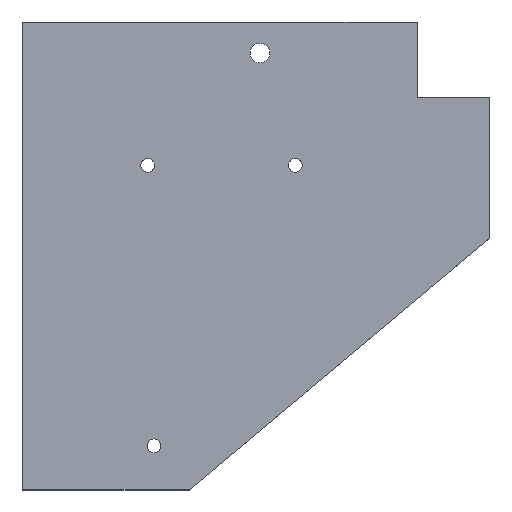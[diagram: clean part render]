
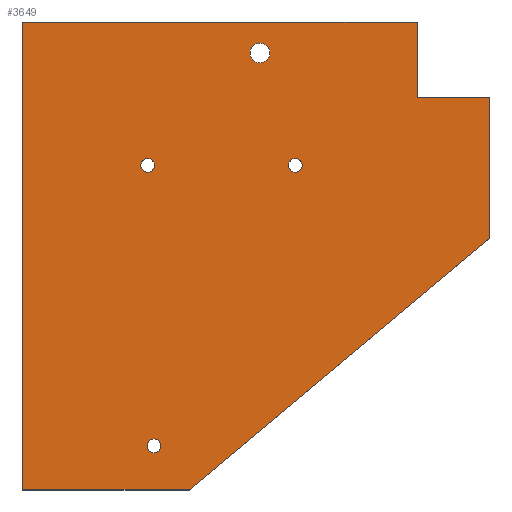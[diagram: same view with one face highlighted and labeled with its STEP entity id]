
A CAD part, top view. The second image highlights one B-rep face of the part: STEP entity #3649.
In plain terms, the highlighted planar face has unit normal (0, 0, 1).
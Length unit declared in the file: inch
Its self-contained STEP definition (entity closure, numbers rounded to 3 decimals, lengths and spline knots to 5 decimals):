
#30 = DIRECTION ( 'NONE',  ( 1., 0., 0. ) ) ;
#33 = EDGE_CURVE ( 'NONE', #824, #1294, #764, .T. ) ;
#39 = DIRECTION ( 'NONE',  ( 0., -1., 0. ) ) ;
#99 = VERTEX_POINT ( 'NONE', #3621 ) ;
#133 = AXIS2_PLACEMENT_3D ( 'NONE', #2302, #3042, #444 ) ;
#183 = VERTEX_POINT ( 'NONE', #1546 ) ;
#199 = VECTOR ( 'NONE', #3773, 39.37008 ) ;
#234 = EDGE_CURVE ( 'NONE', #3378, #372, #1798, .T. ) ;
#247 = VECTOR ( 'NONE', #992, 39.37008 ) ;
#340 = LINE ( 'NONE', #1222, #247 ) ;
#343 = AXIS2_PLACEMENT_3D ( 'NONE', #2884, #3791, #4175 ) ;
#372 = VERTEX_POINT ( 'NONE', #1925 ) ;
#381 = PLANE ( 'NONE',  #3633 ) ;
#440 = CARTESIAN_POINT ( 'NONE',  ( 1.40325, -5.0625, -0.5 ) ) ;
#444 = DIRECTION ( 'NONE',  ( -1., 0., 0. ) ) ;
#486 = DIRECTION ( 'NONE',  ( 0., 0., -1. ) ) ;
#487 = DIRECTION ( 'NONE',  ( 0., -1., 0. ) ) ;
#514 = VECTOR ( 'NONE', #39, 39.37008 ) ;
#554 = CARTESIAN_POINT ( 'NONE',  ( 5.225, -0.125, -0.5 ) ) ;
#599 = CARTESIAN_POINT ( 'NONE',  ( 3., 0.4995, -0.5 ) ) ;
#751 = ORIENTED_EDGE ( 'NONE', *, *, #3810, .T. ) ;
#760 = DIRECTION ( 'NONE',  ( 0., 0., -1. ) ) ;
#764 = CIRCLE ( 'NONE', #3734, 0.09675 ) ;
#806 = CIRCLE ( 'NONE', #133, 0.09675 ) ;
#807 = EDGE_CURVE ( 'NONE', #1288, #183, #340, .T. ) ;
#824 = VERTEX_POINT ( 'NONE', #1285 ) ;
#828 = EDGE_CURVE ( 'NONE', #183, #2162, #3818, .T. ) ;
#846 = CIRCLE ( 'NONE', #3748, 0.1406 ) ;
#854 = CIRCLE ( 'NONE', #1388, 0.09675 ) ;
#870 = VERTEX_POINT ( 'NONE', #1260 ) ;
#878 = CARTESIAN_POINT ( 'NONE',  ( 6.25, -2.125, -0.5 ) ) ;
#934 = DIRECTION ( 'NONE',  ( 0., 0., -1. ) ) ;
#988 = CARTESIAN_POINT ( 'NONE',  ( 6.25, -0.125, -0.5 ) ) ;
#992 = DIRECTION ( 'NONE',  ( 0., 1., 0. ) ) ;
#1038 = CARTESIAN_POINT ( 'NONE',  ( 5.225, -0.125, -0.5 ) ) ;
#1137 = LINE ( 'NONE', #1497, #2665 ) ;
#1141 = EDGE_CURVE ( 'NONE', #2162, #3378, #1137, .T. ) ;
#1154 = EDGE_CURVE ( 'NONE', #3829, #1851, #846, .T. ) ;
#1188 = ORIENTED_EDGE ( 'NONE', *, *, #234, .F. ) ;
#1197 = ORIENTED_EDGE ( 'NONE', *, *, #1392, .F. ) ;
#1201 = AXIS2_PLACEMENT_3D ( 'NONE', #1301, #1504, #2595 ) ;
#1218 = LINE ( 'NONE', #3138, #199 ) ;
#1222 = CARTESIAN_POINT ( 'NONE',  ( -0.36201, -5.688, -0.5 ) ) ;
#1260 = CARTESIAN_POINT ( 'NONE',  ( 3.40325, -1.0925, -0.5 ) ) ;
#1264 = AXIS2_PLACEMENT_3D ( 'NONE', #2761, #486, #1495 ) ;
#1285 = CARTESIAN_POINT ( 'NONE',  ( 1.59675, -5.0625, -0.5 ) ) ;
#1288 = VERTEX_POINT ( 'NONE', #3775 ) ;
#1294 = VERTEX_POINT ( 'NONE', #440 ) ;
#1301 = CARTESIAN_POINT ( 'NONE',  ( 3.5, -1.0925, -0.5 ) ) ;
#1303 = ORIENTED_EDGE ( 'NONE', *, *, #2788, .T. ) ;
#1335 = CIRCLE ( 'NONE', #1201, 0.09675 ) ;
#1381 = LINE ( 'NONE', #988, #514 ) ;
#1388 = AXIS2_PLACEMENT_3D ( 'NONE', #2502, #2862, #4086 ) ;
#1392 = EDGE_CURVE ( 'NONE', #372, #1605, #1381, .T. ) ;
#1399 = ORIENTED_EDGE ( 'NONE', *, *, #3641, .T. ) ;
#1495 = DIRECTION ( 'NONE',  ( -1., 0., 0. ) ) ;
#1497 = CARTESIAN_POINT ( 'NONE',  ( 5.225, 0.9375, -0.5 ) ) ;
#1504 = DIRECTION ( 'NONE',  ( 0., 0., -1. ) ) ;
#1521 = VECTOR ( 'NONE', #3884, 39.37008 ) ;
#1538 = ORIENTED_EDGE ( 'NONE', *, *, #3357, .T. ) ;
#1546 = CARTESIAN_POINT ( 'NONE',  ( -0.36201, 0.9375, -0.5 ) ) ;
#1578 = CARTESIAN_POINT ( 'NONE',  ( 2., -5.688, -0.5 ) ) ;
#1605 = VERTEX_POINT ( 'NONE', #878 ) ;
#1637 = EDGE_LOOP ( 'NONE', ( #1399, #751 ) ) ;
#1656 = EDGE_CURVE ( 'NONE', #99, #870, #854, .T. ) ;
#1707 = ORIENTED_EDGE ( 'NONE', *, *, #1141, .F. ) ;
#1741 = DIRECTION ( 'NONE',  ( -1., 0., 0. ) ) ;
#1750 = FACE_OUTER_BOUND ( 'NONE', #3955, .T. ) ;
#1771 = CARTESIAN_POINT ( 'NONE',  ( 3., 0.6401, -0.5 ) ) ;
#1772 = DIRECTION ( 'NONE',  ( 0., 1., 0. ) ) ;
#1798 = LINE ( 'NONE', #554, #2599 ) ;
#1801 = CARTESIAN_POINT ( 'NONE',  ( 1.31378, -1.0925, -0.5 ) ) ;
#1851 = VERTEX_POINT ( 'NONE', #2809 ) ;
#1925 = CARTESIAN_POINT ( 'NONE',  ( 6.25, -0.125, -0.5 ) ) ;
#1945 = CIRCLE ( 'NONE', #2282, 0.1406 ) ;
#1950 = LINE ( 'NONE', #3237, #3896 ) ;
#2046 = ORIENTED_EDGE ( 'NONE', *, *, #33, .T. ) ;
#2067 = FACE_BOUND ( 'NONE', #1637, .T. ) ;
#2162 = VERTEX_POINT ( 'NONE', #3356 ) ;
#2248 = ORIENTED_EDGE ( 'NONE', *, *, #3152, .T. ) ;
#2282 = AXIS2_PLACEMENT_3D ( 'NONE', #599, #934, #3851 ) ;
#2295 = CARTESIAN_POINT ( 'NONE',  ( 1.5, -5.0625, -0.5 ) ) ;
#2302 = CARTESIAN_POINT ( 'NONE',  ( 1.41053, -1.0925, -0.5 ) ) ;
#2372 = CIRCLE ( 'NONE', #343, 0.09675 ) ;
#2502 = CARTESIAN_POINT ( 'NONE',  ( 3.5, -1.0925, -0.5 ) ) ;
#2595 = DIRECTION ( 'NONE',  ( -1., 0., 0. ) ) ;
#2599 = VECTOR ( 'NONE', #3111, 39.37008 ) ;
#2665 = VECTOR ( 'NONE', #487, 39.37008 ) ;
#2669 = ORIENTED_EDGE ( 'NONE', *, *, #4029, .T. ) ;
#2670 = CARTESIAN_POINT ( 'NONE',  ( 1.50728, -1.0925, -0.5 ) ) ;
#2685 = ORIENTED_EDGE ( 'NONE', *, *, #3619, .T. ) ;
#2698 = DIRECTION ( 'NONE',  ( -1., 0., 0. ) ) ;
#2761 = CARTESIAN_POINT ( 'NONE',  ( 1.41053, -1.0925, -0.5 ) ) ;
#2773 = EDGE_LOOP ( 'NONE', ( #1303, #2046 ) ) ;
#2782 = CARTESIAN_POINT ( 'NONE',  ( 3., 0.4995, -0.5 ) ) ;
#2788 = EDGE_CURVE ( 'NONE', #1294, #824, #2372, .T. ) ;
#2809 = CARTESIAN_POINT ( 'NONE',  ( 3., 0.3589, -0.5 ) ) ;
#2821 = DIRECTION ( 'NONE',  ( 0., 0., -1. ) ) ;
#2862 = DIRECTION ( 'NONE',  ( 0., 0., -1. ) ) ;
#2884 = CARTESIAN_POINT ( 'NONE',  ( 1.5, -5.0625, -0.5 ) ) ;
#2921 = VERTEX_POINT ( 'NONE', #2670 ) ;
#3019 = EDGE_LOOP ( 'NONE', ( #3531, #2248 ) ) ;
#3028 = VERTEX_POINT ( 'NONE', #1801 ) ;
#3042 = DIRECTION ( 'NONE',  ( 0., 0., -1. ) ) ;
#3111 = DIRECTION ( 'NONE',  ( 1., 0., 0. ) ) ;
#3138 = CARTESIAN_POINT ( 'NONE',  ( 6.25, -2.125, -0.5 ) ) ;
#3152 = EDGE_CURVE ( 'NONE', #1851, #3829, #1945, .T. ) ;
#3196 = ORIENTED_EDGE ( 'NONE', *, *, #1656, .T. ) ;
#3237 = CARTESIAN_POINT ( 'NONE',  ( -0.425, -5.688, -0.5 ) ) ;
#3314 = CARTESIAN_POINT ( 'NONE',  ( 0., 0., -0.5 ) ) ;
#3356 = CARTESIAN_POINT ( 'NONE',  ( 5.225, 0.9375, -0.5 ) ) ;
#3357 = EDGE_CURVE ( 'NONE', #1288, #4181, #1950, .T. ) ;
#3378 = VERTEX_POINT ( 'NONE', #1038 ) ;
#3430 = EDGE_LOOP ( 'NONE', ( #2685, #3196 ) ) ;
#3531 = ORIENTED_EDGE ( 'NONE', *, *, #1154, .T. ) ;
#3619 = EDGE_CURVE ( 'NONE', #870, #99, #1335, .T. ) ;
#3621 = CARTESIAN_POINT ( 'NONE',  ( 3.59675, -1.0925, -0.5 ) ) ;
#3622 = ORIENTED_EDGE ( 'NONE', *, *, #807, .F. ) ;
#3633 = AXIS2_PLACEMENT_3D ( 'NONE', #3314, #760, #2698 ) ;
#3641 = EDGE_CURVE ( 'NONE', #3028, #2921, #806, .T. ) ;
#3649 = ADVANCED_FACE ( 'NONE', ( #3940, #2067, #3962, #3902, #1750 ), #381, .F. ) ;
#3703 = CIRCLE ( 'NONE', #1264, 0.09675 ) ;
#3734 = AXIS2_PLACEMENT_3D ( 'NONE', #2295, #2821, #1741 ) ;
#3748 = AXIS2_PLACEMENT_3D ( 'NONE', #2782, #4069, #1772 ) ;
#3773 = DIRECTION ( 'NONE',  ( 0.766, 0.642, 0. ) ) ;
#3775 = CARTESIAN_POINT ( 'NONE',  ( -0.36201, -5.688, -0.5 ) ) ;
#3791 = DIRECTION ( 'NONE',  ( 0., 0., -1. ) ) ;
#3797 = CARTESIAN_POINT ( 'NONE',  ( -0.425, 0.9375, -0.5 ) ) ;
#3810 = EDGE_CURVE ( 'NONE', #2921, #3028, #3703, .T. ) ;
#3818 = LINE ( 'NONE', #3797, #1521 ) ;
#3829 = VERTEX_POINT ( 'NONE', #1771 ) ;
#3851 = DIRECTION ( 'NONE',  ( 0., 1., 0. ) ) ;
#3884 = DIRECTION ( 'NONE',  ( 1., 0., 0. ) ) ;
#3896 = VECTOR ( 'NONE', #30, 39.37008 ) ;
#3902 = FACE_BOUND ( 'NONE', #3019, .T. ) ;
#3940 = FACE_BOUND ( 'NONE', #2773, .T. ) ;
#3955 = EDGE_LOOP ( 'NONE', ( #3622, #1538, #2669, #1197, #1188, #1707, #3995 ) ) ;
#3962 = FACE_BOUND ( 'NONE', #3430, .T. ) ;
#3995 = ORIENTED_EDGE ( 'NONE', *, *, #828, .F. ) ;
#4029 = EDGE_CURVE ( 'NONE', #4181, #1605, #1218, .T. ) ;
#4069 = DIRECTION ( 'NONE',  ( 0., 0., -1. ) ) ;
#4086 = DIRECTION ( 'NONE',  ( -1., 0., 0. ) ) ;
#4175 = DIRECTION ( 'NONE',  ( -1., 0., 0. ) ) ;
#4181 = VERTEX_POINT ( 'NONE', #1578 ) ;
